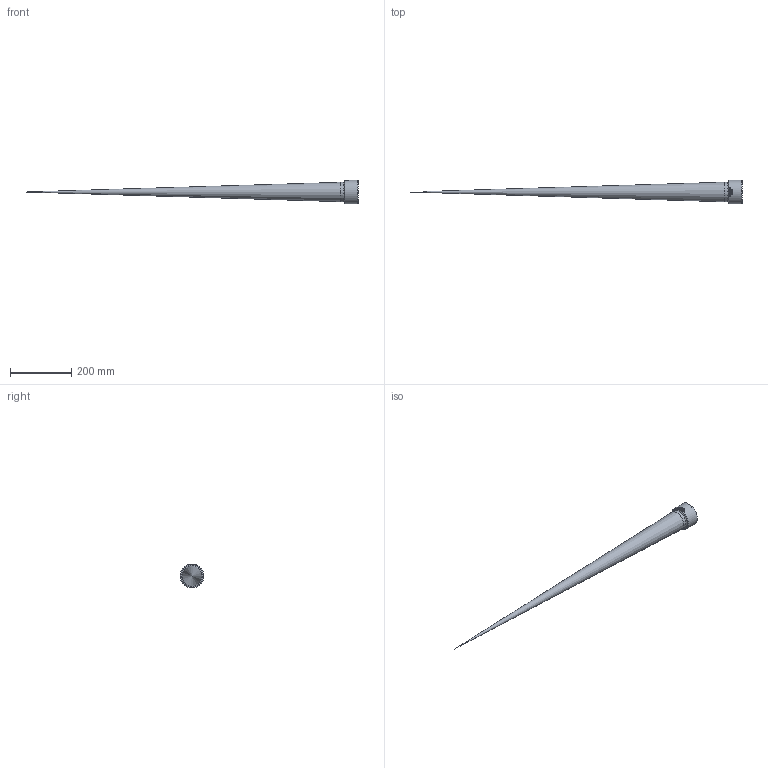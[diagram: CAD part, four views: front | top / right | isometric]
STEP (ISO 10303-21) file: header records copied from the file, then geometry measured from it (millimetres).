
FILE_DESCRIPTION(/* description */ (''),/* implementation_level */ '2;1');
FILE_NAME(/* name */ '22WB-2.5.stp',/* time_stamp */ '2021-12-07T16:08:58-05:00',/* author */ ('rick'),/* organization */ (''),/* preprocessor_version */ 'ST-DEVELOPER v18.1',/* originating_system */ 'Autodesk Inventor 2020',/* authorisation */ '');
FILE_SCHEMA (('AUTOMOTIVE_DESIGN { 1 0 10303 214 3 1 1 }'));
Length unit declared in the file: inch
Products named in the file (1): 22WB-2.5
Bounding box: 1085.93 x 76.96 x 76.96 mm (x, y, z)
Volume: 54796.6 mm3; surface area: 257252 mm2
Topology: 1 solids, 1 shells, 378 faces, 1038 edges, 693 vertices
Faces by surface type: bspline 182, plane 140, cylinder 35, cone 16, torus 5
Full cylindrical faces by diameter (mm): 60.198 x1, 63.5 x1, 76.962 x1
Entity records: 18900 total; most frequent: CARTESIAN_POINT 10333, ORIENTED_EDGE 2068, DIRECTION 1237, EDGE_CURVE 1034, VERTEX_POINT 691, LINE 449, VECTOR 449, EDGE_LOOP 413
